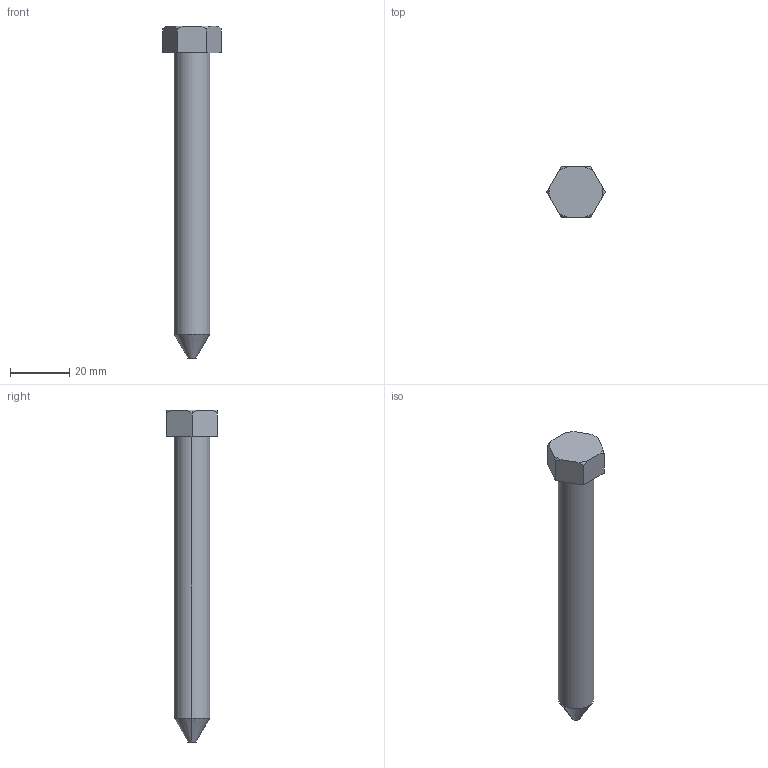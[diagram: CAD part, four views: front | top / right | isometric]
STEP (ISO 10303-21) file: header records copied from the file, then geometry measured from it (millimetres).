
FILE_DESCRIPTION (( 'STEP AP203' ), '1' );
FILE_NAME ('000035A.STEP', '2019-11-03T13:28:59', ( '' ), ( '' ), 'SwSTEP 2.0', 'SolidWorks 2014', '' );
FILE_SCHEMA (( 'CONFIG_CONTROL_DESIGN' ));
Length unit declared in the file: millimetre
Products named in the file (1): 000035A
Bounding box: 19.63 x 17 x 112 mm (x, y, z)
Volume: 13381.3 mm3; surface area: 4712.7 mm2
Topology: 1 solids, 1 shells, 20 faces, 48 edges, 31 vertices
Faces by surface type: cone 9, plane 9, cylinder 2
Entity records: 678 total; most frequent: CARTESIAN_POINT 144, ORIENTED_EDGE 96, DIRECTION 91, EDGE_CURVE 48, AXIS2_PLACEMENT_3D 34, VERTEX_POINT 31, LINE 23, VECTOR 23
